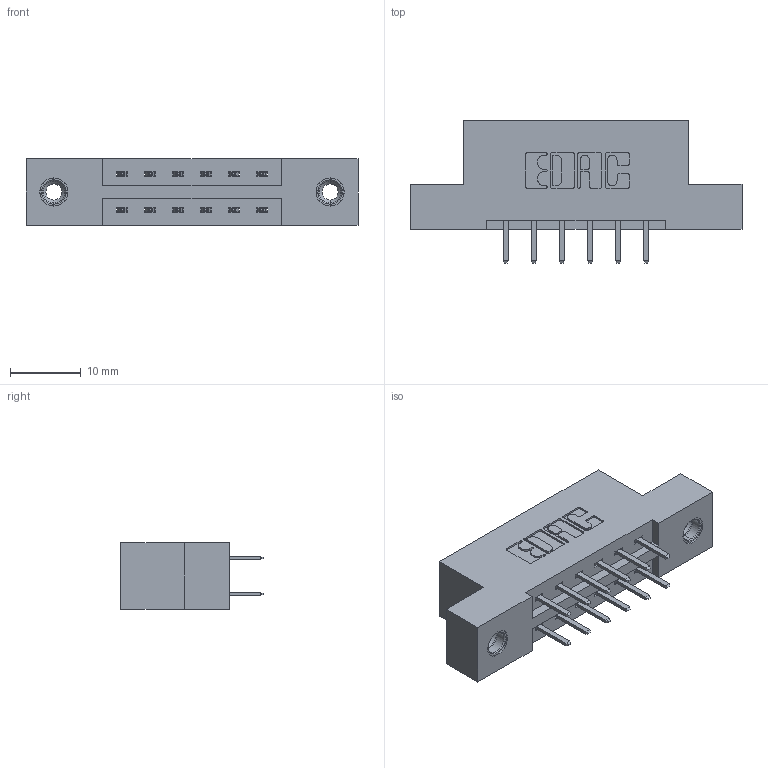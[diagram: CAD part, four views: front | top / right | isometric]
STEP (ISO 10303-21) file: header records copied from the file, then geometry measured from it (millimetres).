
FILE_DESCRIPTION (( 'STEP AP203' ), '1' );
FILE_NAME ('337-012-520-208.STEP', '2018-08-04T02:43:20', ( '' ), ( '' ), 'SwSTEP 2.0', 'SolidWorks 2016', '' );
FILE_SCHEMA (( 'CONFIG_CONTROL_DESIGN' ));
Length unit declared in the file: inch
Products named in the file (4): 337 Part_Flush Mounting Lugs - 0.156 Dia-TI; 345-292-001_345-293-120; 345-250-001_345-250-003-102; 337-012-520-208
Assembly tree (15 placements, depth 2):
  337-012-520-208
    337 Part_Flush Mounting Lugs - 0.156 Dia-TI
    345-292-001_345-293-120  x12
    345-250-001_345-250-003-102  x2
Bounding box: 46.79 x 20.02 x 9.4 mm (x, y, z)
Volume: 4439.8 mm3; surface area: 4678.4 mm2
Topology: 15 solids, 15 shells, 870 faces, 2475 edges, 1610 vertices
Faces by surface type: plane 582, cylinder 272, cone 12, torus 4
Entity records: 10608 total; most frequent: CARTESIAN_POINT 1809, ORIENTED_EDGE 1726, DIRECTION 1625, EDGE_CURVE 863, VECTOR 711, LINE 711, VERTEX_POINT 568, AXIS2_PLACEMENT_3D 457
